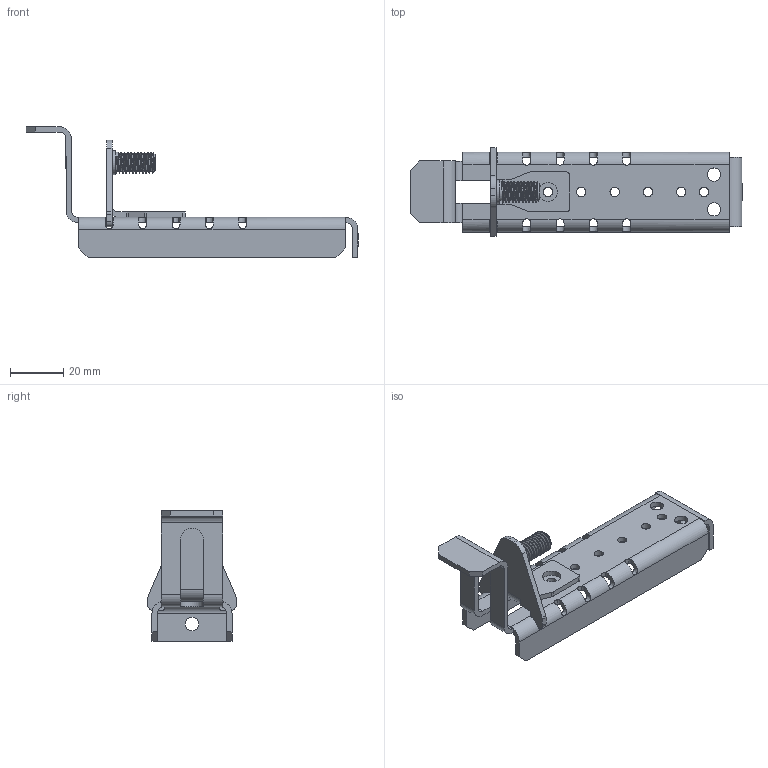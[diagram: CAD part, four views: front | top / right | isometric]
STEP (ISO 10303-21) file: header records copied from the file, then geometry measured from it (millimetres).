
FILE_DESCRIPTION(/* description */ (''),/* implementation_level */ '2;1');
FILE_NAME(/* name */ 'SP150.stp',/* time_stamp */ '2021-10-19T15:25:02+02:00',/* author */ (''),/* organization */ (''),/* preprocessor_version */ 'ST-DEVELOPER v16.7',/* originating_system */ 'SIEMENS PLM Software NX 12.0',/* authorisation */ '');
FILE_SCHEMA (('AUTOMOTIVE_DESIGN { 1 0 10303 214 3 1 1 1 }'));
Length unit declared in the file: millimetre
Products named in the file (3): ESCUADRA SOPORTE PLACA MONTAJE; REGULADOR DE PLACA 150; REGULADOR DE PLACA 150_stp
Assembly tree (2 placements, depth 2):
  REGULADOR DE PLACA 150_stp
    REGULADOR DE PLACA 150
    ESCUADRA SOPORTE PLACA MONTAJE
Bounding box: 124.5 x 33.14 x 49 mm (x, y, z)
Volume: 14829.1 mm3; surface area: 16899.3 mm2
Topology: 3 solids, 3 shells, 180 faces, 542 edges, 347 vertices
Faces by surface type: plane 90, cylinder 55, bspline 33, cone 2
Full cylindrical faces by diameter (mm): 3.5 x6, 5 x3, 7 x1, 9 x1
Entity records: 11182 total; most frequent: CARTESIAN_POINT 6433, ORIENTED_EDGE 1034, DIRECTION 893, EDGE_CURVE 517, VERTEX_POINT 335, AXIS2_PLACEMENT_3D 299, LINE 295, VECTOR 295
